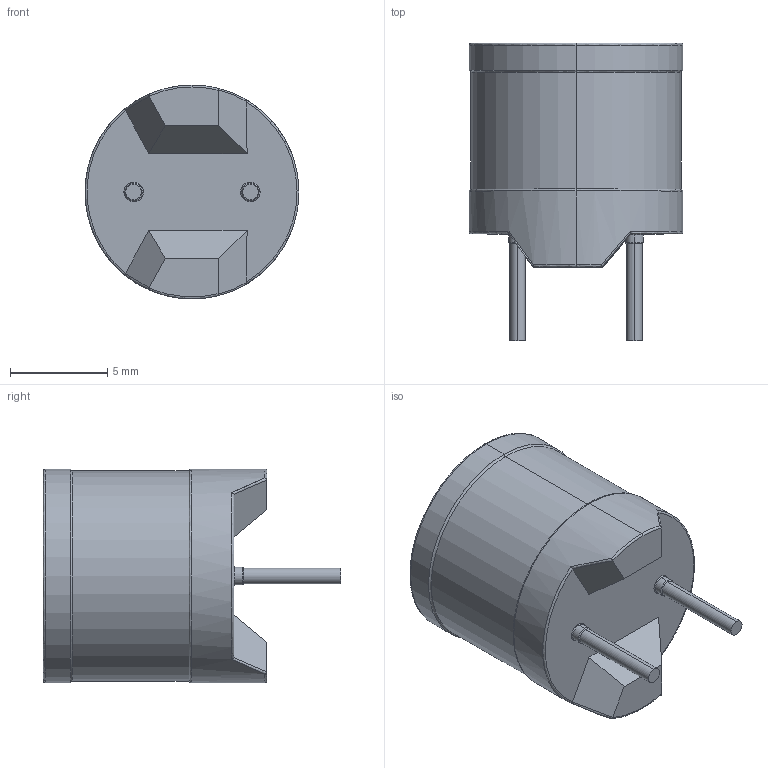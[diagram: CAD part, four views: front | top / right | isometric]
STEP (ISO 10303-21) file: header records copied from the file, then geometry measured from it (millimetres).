
FILE_DESCRIPTION (( 'STEP AP214' ), '1' );
FILE_NAME ('Coilcraft-RFC1010B.STEP', '2014-01-30T19:20:26', ( 'Windows User' ), ( '' ), 'SwSTEP 2.0', 'SolidWorks 2014', '' );
FILE_SCHEMA (( 'AUTOMOTIVE_DESIGN' ));
Length unit declared in the file: millimetre
Products named in the file (1): Coilcraft-RFC1010B
Bounding box: 11 x 15.3 x 11 mm (x, y, z)
Volume: 956.9 mm3; surface area: 585 mm2
Topology: 1 solids, 1 shells, 73 faces, 175 edges, 109 vertices
Faces by surface type: plane 36, bspline 23, cylinder 14
Entity records: 3371 total; most frequent: CARTESIAN_POINT 972, ORIENTED_EDGE 350, DIRECTION 289, EDGE_CURVE 175, VERTEX_POINT 109, AXIS2_PLACEMENT_3D 98, VECTOR 93, LINE 93
